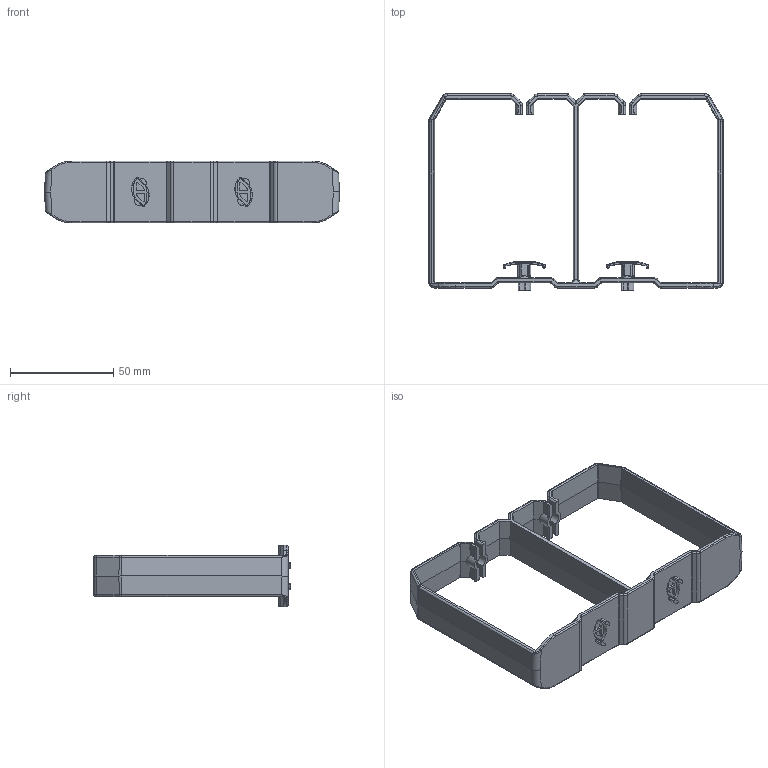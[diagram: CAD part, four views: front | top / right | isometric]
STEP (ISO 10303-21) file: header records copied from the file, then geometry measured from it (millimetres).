
FILE_DESCRIPTION (( 'STEP AP203' ), '1' );
FILE_NAME ('CL-6040.step', '2020-08-27T16:19:52', ( '' ), ( '' ), 'SwSTEP 2.0', 'SolidWorks 2019', '' );
FILE_SCHEMA (( 'CONFIG_CONTROL_DESIGN' ));
Length unit declared in the file: inch
Products named in the file (1): CL-6040
Bounding box: 142.8 x 95 x 30 mm (x, y, z)
Volume: 29604.7 mm3; surface area: 29080.8 mm2
Topology: 1 solids, 1 shells, 1090 faces, 2901 edges, 1842 vertices
Faces by surface type: plane 686, cylinder 322, bspline 82
Entity records: 38669 total; most frequent: CARTESIAN_POINT 13225, ORIENTED_EDGE 5802, DIRECTION 4410, EDGE_CURVE 2901, VECTOR 2078, LINE 2078, VERTEX_POINT 1842, AXIS2_PLACEMENT_3D 1166
